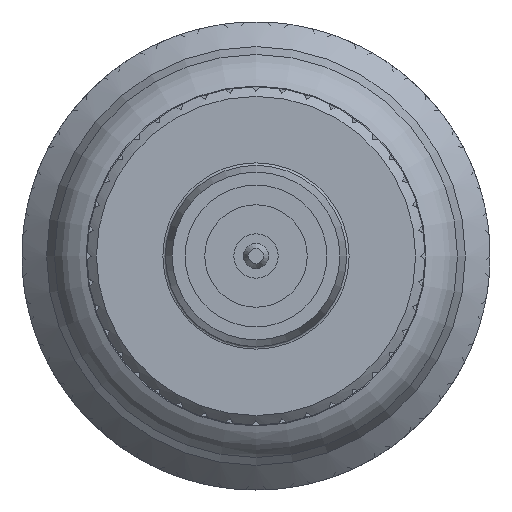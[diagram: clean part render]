
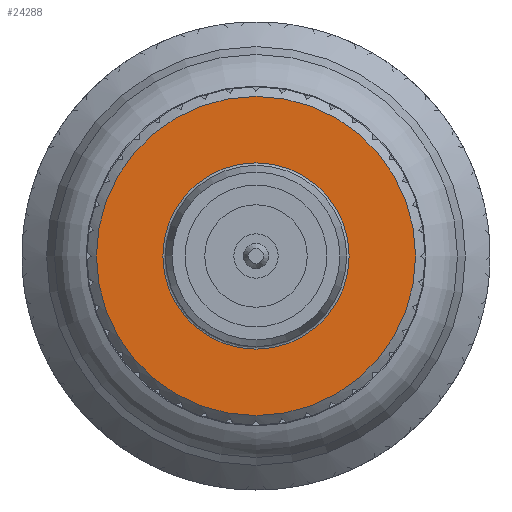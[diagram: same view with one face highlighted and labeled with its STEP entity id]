
A CAD part, left-side view. The second image highlights one B-rep face of the part: STEP entity #24288.
In plain terms, the highlighted planar face has unit normal (-1, 0, 0).
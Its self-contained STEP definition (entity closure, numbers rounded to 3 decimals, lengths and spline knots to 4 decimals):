
#3432=PLANE('',#25021);
#7716=ORIENTED_EDGE('',*,*,#10881,.T.);
#7717=ORIENTED_EDGE('',*,*,#10880,.T.);
#10880=EDGE_CURVE('',#12534,#12534,#12927,.F.);
#10881=EDGE_CURVE('',#12535,#12535,#12928,.T.);
#12534=VERTEX_POINT('',#43185);
#12535=VERTEX_POINT('',#43188);
#12927=CIRCLE('',#25020,1.89);
#12928=CIRCLE('',#25022,3.24);
#13994=EDGE_LOOP('',(#7716));
#13995=EDGE_LOOP('',(#7717));
#15183=FACE_BOUND('',#13994,.T.);
#15184=FACE_BOUND('',#13995,.T.);
#24288=ADVANCED_FACE('',(#15183,#15184),#3432,.T.);
#25020=AXIS2_PLACEMENT_3D('',#43184,#26590,#26591);
#25021=AXIS2_PLACEMENT_3D('',#43186,#26592,#26593);
#25022=AXIS2_PLACEMENT_3D('',#43187,#26594,#26595);
#26590=DIRECTION('',(-1.,0.,0.));
#26591=DIRECTION('',(0.,0.,-1.));
#26592=DIRECTION('',(-1.,0.,0.));
#26593=DIRECTION('',(0.,0.,-1.));
#26594=DIRECTION('',(-1.,0.,0.));
#26595=DIRECTION('',(0.,0.,-1.));
#43184=CARTESIAN_POINT('',(-4.05,0.,0.));
#43185=CARTESIAN_POINT('',(-4.05,0.,-1.89));
#43186=CARTESIAN_POINT('',(-4.05,-3.49,0.));
#43187=CARTESIAN_POINT('',(-4.05,0.,0.));
#43188=CARTESIAN_POINT('',(-4.05,0.,-3.24));
